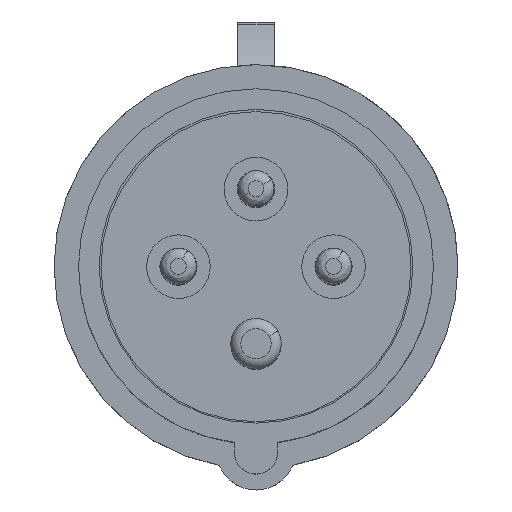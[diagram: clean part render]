
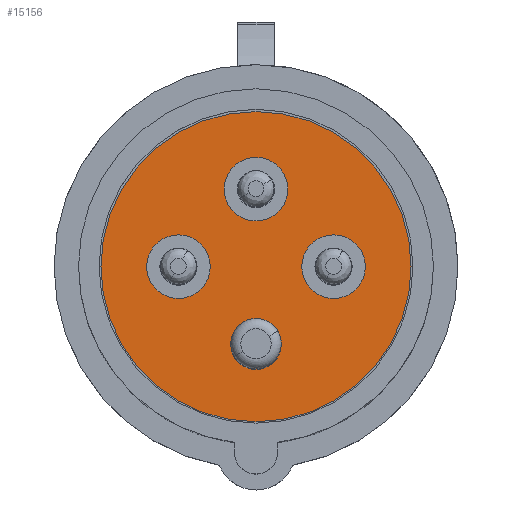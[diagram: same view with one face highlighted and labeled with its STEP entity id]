
A CAD part, top view. The second image highlights one B-rep face of the part: STEP entity #15156.
In plain terms, the highlighted planar face has unit normal (0, 0, 1).
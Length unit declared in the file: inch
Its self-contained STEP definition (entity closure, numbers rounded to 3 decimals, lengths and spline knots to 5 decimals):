
#14039=CARTESIAN_POINT('',(2.84925,-0.19196,
3.82724));
#14040=DIRECTION('',(0.,0.,-1.));
#14041=DIRECTION('',(-1.,0.,0.));
#14042=AXIS2_PLACEMENT_3D('',#14039,#14040,#14041);
#14044=CARTESIAN_POINT('',(2.84925,-0.19196,
3.82724));
#14045=DIRECTION('',(0.,0.,-1.));
#14046=DIRECTION('',(1.,0.,0.));
#14047=AXIS2_PLACEMENT_3D('',#14044,#14045,#14046);
#14049=CARTESIAN_POINT('',(2.63763,0.17457,
3.82724));
#14050=DIRECTION('',(0.,0.,1.));
#14051=DIRECTION('',(0.5,-0.866,0.));
#14052=AXIS2_PLACEMENT_3D('',#14049,#14050,#14051);
#14054=CARTESIAN_POINT('',(2.63763,0.17457,
3.82724));
#14055=DIRECTION('',(0.,0.,1.));
#14056=DIRECTION('',(1.,0.,0.));
#14057=AXIS2_PLACEMENT_3D('',#14054,#14055,#14056);
#14059=DIRECTION('',(-0.873,-0.487,0.));
#14060=VECTOR('',#14059,0.00511);
#14061=CARTESIAN_POINT('',(2.55531,0.32738,
3.82724));
#14062=LINE('',#14061,#14060);
#14063=CARTESIAN_POINT('',(2.63763,0.17457,
3.82724));
#14064=DIRECTION('',(0.,0.,1.));
#14065=DIRECTION('',(-0.5,0.866,0.));
#14066=AXIS2_PLACEMENT_3D('',#14063,#14064,#14065);
#14068=CARTESIAN_POINT('',(2.63763,0.17457,
3.82724));
#14069=DIRECTION('',(0.,0.,1.));
#14070=DIRECTION('',(-1.,0.,0.));
#14071=AXIS2_PLACEMENT_3D('',#14068,#14069,#14070);
#14073=DIRECTION('',(0.873,0.487,0.));
#14074=VECTOR('',#14073,0.00511);
#14075=CARTESIAN_POINT('',(2.71996,0.02175,
3.82724));
#14076=LINE('',#14075,#14074);
#14077=CARTESIAN_POINT('',(3.21577,0.01965,
3.82724));
#14078=DIRECTION('',(0.,0.,1.));
#14079=DIRECTION('',(0.866,0.5,0.));
#14080=AXIS2_PLACEMENT_3D('',#14077,#14078,#14079);
#14082=CARTESIAN_POINT('',(3.21577,0.01965,
3.82724));
#14083=DIRECTION('',(0.,0.,1.));
#14084=DIRECTION('',(-1.,0.,0.));
#14085=AXIS2_PLACEMENT_3D('',#14082,#14083,#14084);
#14087=DIRECTION('',(0.487,-0.873,0.));
#14088=VECTOR('',#14087,0.00511);
#14089=CARTESIAN_POINT('',(3.06296,-0.06267,
3.82724));
#14090=LINE('',#14089,#14088);
#14091=CARTESIAN_POINT('',(3.21577,0.01965,
3.82724));
#14092=DIRECTION('',(0.,0.,1.));
#14093=DIRECTION('',(-0.866,-0.5,0.));
#14094=AXIS2_PLACEMENT_3D('',#14091,#14092,#14093);
#14096=CARTESIAN_POINT('',(3.21577,0.01965,
3.82724));
#14097=DIRECTION('',(0.,0.,1.));
#14098=DIRECTION('',(1.,0.,0.));
#14099=AXIS2_PLACEMENT_3D('',#14096,#14097,#14098);
#14101=DIRECTION('',(-0.487,0.873,0.));
#14102=VECTOR('',#14101,0.00511);
#14103=CARTESIAN_POINT('',(3.36859,0.10198,
3.82724));
#14104=LINE('',#14103,#14102);
#14105=CARTESIAN_POINT('',(3.06086,-0.55849,
3.82724));
#14106=DIRECTION('',(0.,0.,1.));
#14107=DIRECTION('',(0.5,-0.866,0.));
#14108=AXIS2_PLACEMENT_3D('',#14105,#14106,#14107);
#14110=CARTESIAN_POINT('',(3.06086,-0.55849,
3.82724));
#14111=DIRECTION('',(0.,0.,1.));
#14112=DIRECTION('',(1.,0.,0.));
#14113=AXIS2_PLACEMENT_3D('',#14110,#14111,#14112);
#14115=DIRECTION('',(-0.873,-0.487,0.));
#14116=VECTOR('',#14115,0.00511);
#14117=CARTESIAN_POINT('',(2.97854,-0.40569,
3.82724));
#14118=LINE('',#14117,#14116);
#14119=CARTESIAN_POINT('',(3.06086,-0.55849,
3.82724));
#14120=DIRECTION('',(0.,0.,1.));
#14121=DIRECTION('',(-0.5,0.866,0.));
#14122=AXIS2_PLACEMENT_3D('',#14119,#14120,#14121);
#14124=CARTESIAN_POINT('',(3.06086,-0.55849,
3.82724));
#14125=DIRECTION('',(0.,0.,1.));
#14126=DIRECTION('',(-1.,0.,0.));
#14127=AXIS2_PLACEMENT_3D('',#14124,#14125,#14126);
#14129=DIRECTION('',(0.873,0.487,0.));
#14130=VECTOR('',#14129,0.00511);
#14131=CARTESIAN_POINT('',(3.14318,-0.71129,
3.82724));
#14132=LINE('',#14131,#14130);
#14839=CARTESIAN_POINT('',(2.00279,-0.19196,
3.82724));
#14840=CARTESIAN_POINT('',(3.6957,-0.19196,
3.82724));
#14841=VERTEX_POINT('',#14839);
#14842=VERTEX_POINT('',#14840);
#14843=CARTESIAN_POINT('',(2.72442,0.02425,
3.82724));
#14844=CARTESIAN_POINT('',(2.81121,0.17457,
3.82724));
#14845=VERTEX_POINT('',#14843);
#14846=VERTEX_POINT('',#14844);
#14847=CARTESIAN_POINT('',(2.55531,0.32738,
3.82724));
#14848=VERTEX_POINT('',#14847);
#14849=CARTESIAN_POINT('',(2.55085,0.32489,
3.82724));
#14850=VERTEX_POINT('',#14849);
#14851=CARTESIAN_POINT('',(2.46406,0.17457,
3.82724));
#14852=VERTEX_POINT('',#14851);
#14853=CARTESIAN_POINT('',(2.71996,0.02175,
3.82724));
#14854=VERTEX_POINT('',#14853);
#14855=CARTESIAN_POINT('',(3.3661,0.10644,
3.82724));
#14856=CARTESIAN_POINT('',(3.0422,0.01965,
3.82724));
#14857=VERTEX_POINT('',#14855);
#14858=VERTEX_POINT('',#14856);
#14859=CARTESIAN_POINT('',(3.06296,-0.06267,
3.82724));
#14860=VERTEX_POINT('',#14859);
#14861=CARTESIAN_POINT('',(3.06545,-0.06713,
3.82724));
#14862=VERTEX_POINT('',#14861);
#14863=CARTESIAN_POINT('',(3.38935,0.01965,
3.82724));
#14864=VERTEX_POINT('',#14863);
#14865=CARTESIAN_POINT('',(3.36859,0.10198,
3.82724));
#14866=VERTEX_POINT('',#14865);
#14867=CARTESIAN_POINT('',(3.14764,-0.7088,
3.82724));
#14868=CARTESIAN_POINT('',(3.23442,-0.55849,
3.82724));
#14869=VERTEX_POINT('',#14867);
#14870=VERTEX_POINT('',#14868);
#14871=CARTESIAN_POINT('',(2.97854,-0.40569,
3.82724));
#14872=VERTEX_POINT('',#14871);
#14873=CARTESIAN_POINT('',(2.97408,-0.40818,
3.82724));
#14874=VERTEX_POINT('',#14873);
#14875=CARTESIAN_POINT('',(2.8873,-0.55849,
3.82724));
#14876=VERTEX_POINT('',#14875);
#14877=CARTESIAN_POINT('',(3.14318,-0.71129,
3.82724));
#14878=VERTEX_POINT('',#14877);
#15103=CARTESIAN_POINT('',(0.,0.,3.82724));
#15104=DIRECTION('',(0.,0.,1.));
#15105=DIRECTION('',(1.,0.,0.));
#15106=AXIS2_PLACEMENT_3D('',#15103,#15104,#15105);
#15107=PLANE('',#15106);
#15109=ORIENTED_EDGE('',*,*,#15108,.T.);
#15111=ORIENTED_EDGE('',*,*,#15110,.T.);
#15112=EDGE_LOOP('',(#15109,#15111));
#15113=FACE_OUTER_BOUND('',#15112,.F.);
#15115=ORIENTED_EDGE('',*,*,#15114,.T.);
#15117=ORIENTED_EDGE('',*,*,#15116,.T.);
#15119=ORIENTED_EDGE('',*,*,#15118,.T.);
#15121=ORIENTED_EDGE('',*,*,#15120,.T.);
#15123=ORIENTED_EDGE('',*,*,#15122,.T.);
#15125=ORIENTED_EDGE('',*,*,#15124,.T.);
#15126=EDGE_LOOP('',(#15115,#15117,#15119,#15121,#15123,#15125));
#15127=FACE_BOUND('',#15126,.F.);
#15129=ORIENTED_EDGE('',*,*,#15128,.T.);
#15131=ORIENTED_EDGE('',*,*,#15130,.T.);
#15133=ORIENTED_EDGE('',*,*,#15132,.T.);
#15135=ORIENTED_EDGE('',*,*,#15134,.T.);
#15137=ORIENTED_EDGE('',*,*,#15136,.T.);
#15139=ORIENTED_EDGE('',*,*,#15138,.T.);
#15140=EDGE_LOOP('',(#15129,#15131,#15133,#15135,#15137,#15139));
#15141=FACE_BOUND('',#15140,.F.);
#15143=ORIENTED_EDGE('',*,*,#15142,.T.);
#15145=ORIENTED_EDGE('',*,*,#15144,.T.);
#15147=ORIENTED_EDGE('',*,*,#15146,.T.);
#15149=ORIENTED_EDGE('',*,*,#15148,.T.);
#15151=ORIENTED_EDGE('',*,*,#15150,.T.);
#15153=ORIENTED_EDGE('',*,*,#15152,.T.);
#15154=EDGE_LOOP('',(#15143,#15145,#15147,#15149,#15151,#15153));
#15155=FACE_BOUND('',#15154,.F.);
#15156=ADVANCED_FACE('',(#15113,#15127,#15141,#15155),#15107,.T.);
#14043=CIRCLE('',#14042,0.84646);
#14048=CIRCLE('',#14047,0.84646);
#14053=CIRCLE('',#14052,0.17358);
#14058=CIRCLE('',#14057,0.17358);
#14067=CIRCLE('',#14066,0.17358);
#14072=CIRCLE('',#14071,0.17358);
#14081=CIRCLE('',#14080,0.17358);
#14086=CIRCLE('',#14085,0.17358);
#14095=CIRCLE('',#14094,0.17358);
#14100=CIRCLE('',#14099,0.17358);
#14109=CIRCLE('',#14108,0.17356);
#14114=CIRCLE('',#14113,0.17356);
#14123=CIRCLE('',#14122,0.17356);
#14128=CIRCLE('',#14127,0.17356);
#15108=EDGE_CURVE('',#14841,#14842,#14043,.T.);
#15110=EDGE_CURVE('',#14842,#14841,#14048,.T.);
#15114=EDGE_CURVE('',#14845,#14846,#14053,.T.);
#15116=EDGE_CURVE('',#14846,#14848,#14058,.T.);
#15118=EDGE_CURVE('',#14848,#14850,#14062,.T.);
#15120=EDGE_CURVE('',#14850,#14852,#14067,.T.);
#15122=EDGE_CURVE('',#14852,#14854,#14072,.T.);
#15124=EDGE_CURVE('',#14854,#14845,#14076,.T.);
#15128=EDGE_CURVE('',#14857,#14858,#14081,.T.);
#15130=EDGE_CURVE('',#14858,#14860,#14086,.T.);
#15132=EDGE_CURVE('',#14860,#14862,#14090,.T.);
#15134=EDGE_CURVE('',#14862,#14864,#14095,.T.);
#15136=EDGE_CURVE('',#14864,#14866,#14100,.T.);
#15138=EDGE_CURVE('',#14866,#14857,#14104,.T.);
#15142=EDGE_CURVE('',#14869,#14870,#14109,.T.);
#15144=EDGE_CURVE('',#14870,#14872,#14114,.T.);
#15146=EDGE_CURVE('',#14872,#14874,#14118,.T.);
#15148=EDGE_CURVE('',#14874,#14876,#14123,.T.);
#15150=EDGE_CURVE('',#14876,#14878,#14128,.T.);
#15152=EDGE_CURVE('',#14878,#14869,#14132,.T.);
